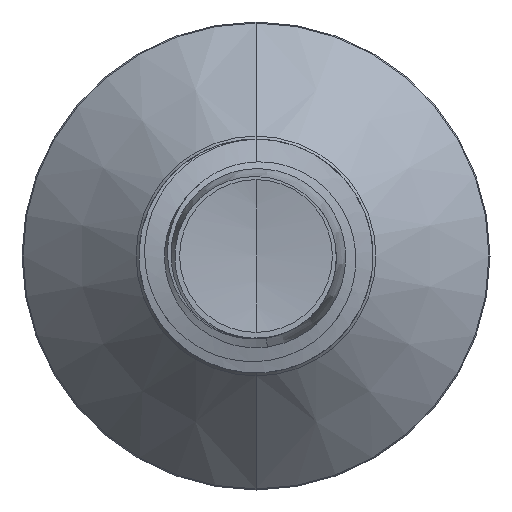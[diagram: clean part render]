
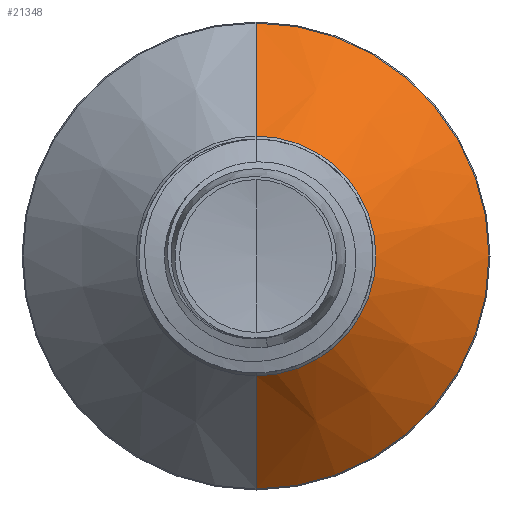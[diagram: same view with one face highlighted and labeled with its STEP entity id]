
A CAD part, front view. The second image highlights one B-rep face of the part: STEP entity #21348.
In plain terms, the highlighted conical face has half-angle 45 degrees and reference radius 2.563 mm.
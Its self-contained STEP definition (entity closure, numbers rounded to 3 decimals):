
#320 = DIRECTION ( 'NONE',  ( 0., 1., 0. ) ) ;
#353 = ORIENTED_EDGE ( 'NONE', *, *, #8843, .T. ) ;
#414 = VECTOR ( 'NONE', #21694, 1000. ) ;
#940 = EDGE_CURVE ( 'NONE', #19911, #20382, #4569, .T. ) ;
#1166 = AXIS2_PLACEMENT_3D ( 'NONE', #11295, #320, #13037 ) ;
#1245 = CARTESIAN_POINT ( 'NONE',  ( 0., 10.228, 4.978 ) ) ;
#1795 = CARTESIAN_POINT ( 'NONE',  ( 0., 10.228, 0. ) ) ;
#1853 = ORIENTED_EDGE ( 'NONE', *, *, #16039, .T. ) ;
#2473 = CIRCLE ( 'NONE', #14592, 4.978 ) ;
#3208 = ORIENTED_EDGE ( 'NONE', *, *, #940, .F. ) ;
#3701 = DIRECTION ( 'NONE',  ( 0., 0., 1. ) ) ;
#4569 = LINE ( 'NONE', #20256, #22486 ) ;
#5336 = CIRCLE ( 'NONE', #1166, 2.563 ) ;
#5411 = LINE ( 'NONE', #9281, #414 ) ;
#6487 = AXIS2_PLACEMENT_3D ( 'NONE', #18339, #16538, #7611 ) ;
#7145 = ORIENTED_EDGE ( 'NONE', *, *, #14270, .F. ) ;
#7536 = EDGE_LOOP ( 'NONE', ( #1853, #353, #7145, #3208 ) ) ;
#7611 = DIRECTION ( 'NONE',  ( 0., 0., 1. ) ) ;
#8603 = CARTESIAN_POINT ( 'NONE',  ( 0., 7.813, 2.563 ) ) ;
#8843 = EDGE_CURVE ( 'NONE', #22000, #16716, #5411, .T. ) ;
#9281 = CARTESIAN_POINT ( 'NONE',  ( 0., 7.813, -2.563 ) ) ;
#11295 = CARTESIAN_POINT ( 'NONE',  ( 0., 7.813, 0. ) ) ;
#11596 = CARTESIAN_POINT ( 'NONE',  ( 0., 7.813, -2.563 ) ) ;
#11897 = CARTESIAN_POINT ( 'NONE',  ( 0., 10.228, -4.978 ) ) ;
#13037 = DIRECTION ( 'NONE',  ( 0., 0., 1. ) ) ;
#14270 = EDGE_CURVE ( 'NONE', #20382, #16716, #2473, .T. ) ;
#14394 = DIRECTION ( 'NONE',  ( 0., 1., 0. ) ) ;
#14592 = AXIS2_PLACEMENT_3D ( 'NONE', #1795, #14394, #3701 ) ;
#14751 = CONICAL_SURFACE ( 'NONE', #6487, 2.563, 0.785 ) ;
#15305 = FACE_OUTER_BOUND ( 'NONE', #7536, .T. ) ;
#16039 = EDGE_CURVE ( 'NONE', #19911, #22000, #5336, .T. ) ;
#16538 = DIRECTION ( 'NONE',  ( 0., 1., 0. ) ) ;
#16716 = VERTEX_POINT ( 'NONE', #11897 ) ;
#18339 = CARTESIAN_POINT ( 'NONE',  ( 0., 7.813, 0. ) ) ;
#19752 = DIRECTION ( 'NONE',  ( 0., 0.707, 0.707 ) ) ;
#19911 = VERTEX_POINT ( 'NONE', #8603 ) ;
#20256 = CARTESIAN_POINT ( 'NONE',  ( 0., 7.813, 2.563 ) ) ;
#20382 = VERTEX_POINT ( 'NONE', #1245 ) ;
#21348 = ADVANCED_FACE ( 'NONE', ( #15305 ), #14751, .T. ) ;
#21694 = DIRECTION ( 'NONE',  ( 0., 0.707, -0.707 ) ) ;
#22000 = VERTEX_POINT ( 'NONE', #11596 ) ;
#22486 = VECTOR ( 'NONE', #19752, 1000. ) ;
